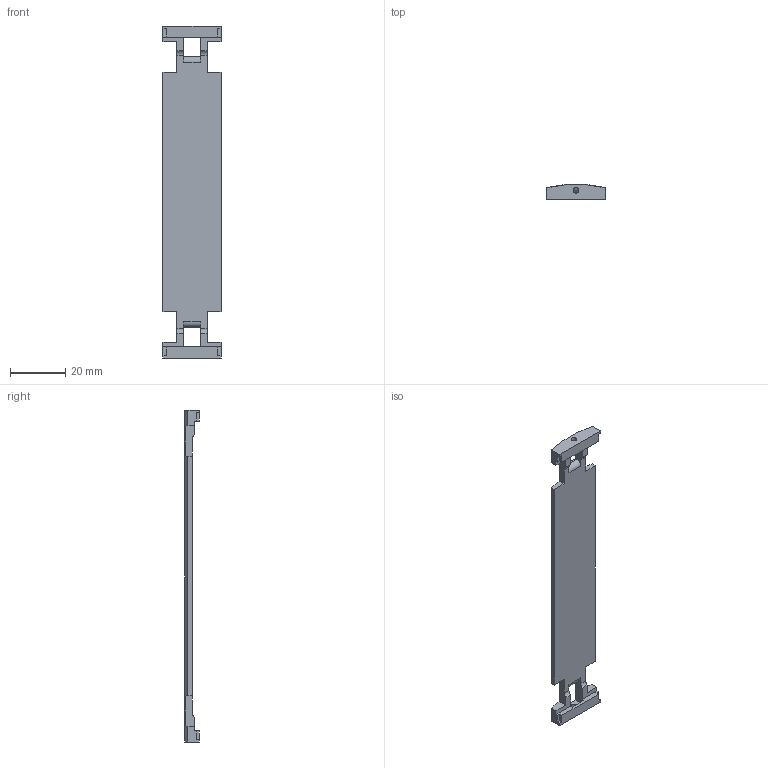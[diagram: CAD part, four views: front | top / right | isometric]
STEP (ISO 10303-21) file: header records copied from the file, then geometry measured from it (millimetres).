
FILE_DESCRIPTION(/* description */ (''),/* implementation_level */ '2;1');
FILE_NAME(/* name */ 'CoverDown.step',/* time_stamp */ '2025-11-28T21:34:29+01:00',/* author */ (''),/* organization */ (''),/* preprocessor_version */ 'ST-DEVELOPER v20.1',/* originating_system */ 'Autodesk Translation Framework v14.21.0.0',/* authorisation */ '');
FILE_SCHEMA (('AUTOMOTIVE_DESIGN { 1 0 10303 214 3 1 1 }'));
Length unit declared in the file: millimetre
Products named in the file (1): 2025-11-25-11-41-23-714
Bounding box: 21 x 5.39 x 120 mm (x, y, z)
Volume: 5574.3 mm3; surface area: 5502.6 mm2
Topology: 1 solids, 1 shells, 60 faces, 180 edges, 120 vertices
Faces by surface type: plane 51, cylinder 9
Full cylindrical faces by diameter (mm): 2 x2
Entity records: 2063 total; most frequent: CARTESIAN_POINT 361, ORIENTED_EDGE 360, DIRECTION 332, EDGE_CURVE 180, LINE 150, VECTOR 150, VERTEX_POINT 120, AXIS2_PLACEMENT_3D 91
